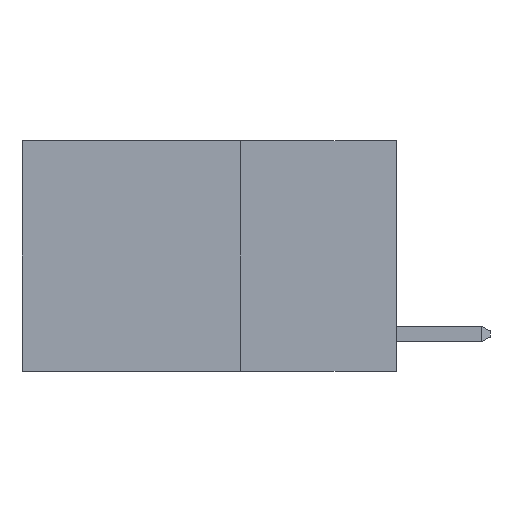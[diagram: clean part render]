
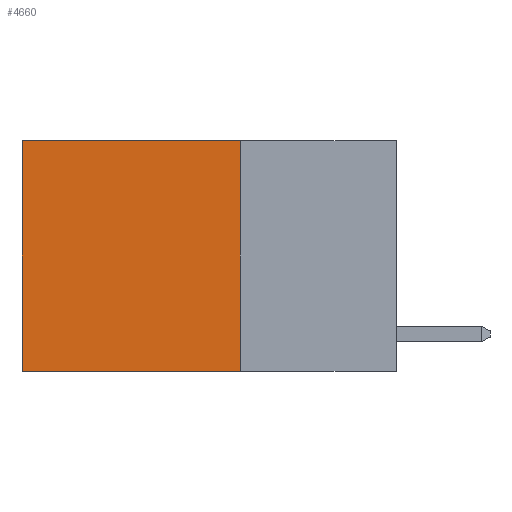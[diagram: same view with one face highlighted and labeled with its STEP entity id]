
A CAD part, left-side view. The second image highlights one B-rep face of the part: STEP entity #4660.
In plain terms, the highlighted planar face has unit normal (-1, 0, 0).
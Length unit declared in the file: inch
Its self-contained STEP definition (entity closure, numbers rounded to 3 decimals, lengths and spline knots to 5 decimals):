
#247 = DIRECTION ( 'NONE',  ( 0., 0., -1. ) ) ;
#417 = DIRECTION ( 'NONE',  ( 1., 0., 0. ) ) ;
#905 = VERTEX_POINT ( 'NONE', #3285 ) ;
#1232 = EDGE_CURVE ( 'NONE', #7007, #7842, #5494, .T. ) ;
#1352 = AXIS2_PLACEMENT_3D ( 'NONE', #5524, #417, #6383 ) ;
#1398 = EDGE_CURVE ( 'NONE', #905, #7007, #3676, .T. ) ;
#1763 = CARTESIAN_POINT ( 'NONE',  ( 0.2625, 0.25, -0.37 ) ) ;
#2010 = EDGE_CURVE ( 'NONE', #3770, #7842, #9360, .T. ) ;
#2028 = CARTESIAN_POINT ( 'NONE',  ( 0.2625, 0.25, 0. ) ) ;
#2166 = EDGE_LOOP ( 'NONE', ( #5182, #7444, #9712, #5454 ) ) ;
#2481 = CARTESIAN_POINT ( 'NONE',  ( 0.2625, 0.25, -0.37 ) ) ;
#2507 = DIRECTION ( 'NONE',  ( 0., 1., 0. ) ) ;
#3285 = CARTESIAN_POINT ( 'NONE',  ( 0.2625, 0.25, 0. ) ) ;
#3290 = VECTOR ( 'NONE', #247, 39.37008 ) ;
#3676 = LINE ( 'NONE', #8379, #10137 ) ;
#3717 = DIRECTION ( 'NONE',  ( 0., 0., -1. ) ) ;
#3770 = VERTEX_POINT ( 'NONE', #1763 ) ;
#3858 = PLANE ( 'NONE',  #1352 ) ;
#3886 = CARTESIAN_POINT ( 'NONE',  ( 0.2625, 0.6, 0. ) ) ;
#3940 = CARTESIAN_POINT ( 'NONE',  ( 0.2625, 0.6, 0. ) ) ;
#3995 = DIRECTION ( 'NONE',  ( 0., 1., 0. ) ) ;
#4489 = EDGE_CURVE ( 'NONE', #905, #3770, #10732, .T. ) ;
#4660 = ADVANCED_FACE ( 'NONE', ( #5150 ), #3858, .F. ) ;
#4817 = VECTOR ( 'NONE', #2507, 39.37008 ) ;
#5150 = FACE_OUTER_BOUND ( 'NONE', #2166, .T. ) ;
#5182 = ORIENTED_EDGE ( 'NONE', *, *, #1232, .T. ) ;
#5454 = ORIENTED_EDGE ( 'NONE', *, *, #1398, .T. ) ;
#5494 = LINE ( 'NONE', #3940, #3290 ) ;
#5524 = CARTESIAN_POINT ( 'NONE',  ( 0.2625, 0.25, 0. ) ) ;
#6383 = DIRECTION ( 'NONE',  ( 0., 0., -1. ) ) ;
#6889 = CARTESIAN_POINT ( 'NONE',  ( 0.2625, 0.6, -0.37 ) ) ;
#7007 = VERTEX_POINT ( 'NONE', #3886 ) ;
#7444 = ORIENTED_EDGE ( 'NONE', *, *, #2010, .F. ) ;
#7842 = VERTEX_POINT ( 'NONE', #6889 ) ;
#8379 = CARTESIAN_POINT ( 'NONE',  ( 0.2625, 0.25, 0. ) ) ;
#8508 = VECTOR ( 'NONE', #3717, 39.37008 ) ;
#9360 = LINE ( 'NONE', #2481, #4817 ) ;
#9712 = ORIENTED_EDGE ( 'NONE', *, *, #4489, .F. ) ;
#10137 = VECTOR ( 'NONE', #3995, 39.37008 ) ;
#10732 = LINE ( 'NONE', #2028, #8508 ) ;
